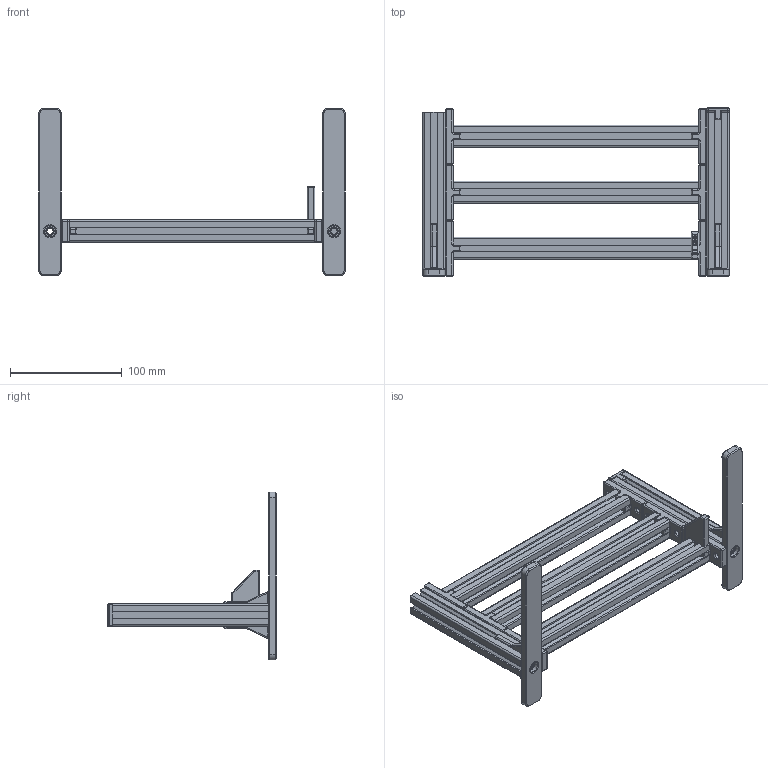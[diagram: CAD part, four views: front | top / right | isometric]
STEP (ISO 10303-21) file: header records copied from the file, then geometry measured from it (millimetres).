
FILE_DESCRIPTION (( 'STEP AP203' ), '1' );
FILE_NAME ('assembling.STEP', '2025-12-17T23:31:04', ( '' ), ( '' ), 'SwSTEP 2.0', 'SolidWorks 2025', '' );
FILE_SCHEMA (( 'CONFIG_CONTROL_DESIGN' ));
Length unit declared in the file: millimetre
Products named in the file (7): Деталь34^assembling_L140; Деталь37^assembling_2; cap; paw; assembling; Деталь34^assembling_L220; bracing
Assembly tree (15 placements, depth 2):
  assembling
    Деталь34^assembling_L220  x3
    bracing  x6
    Деталь34^assembling_L140  x2
    paw  x2
    Деталь37^assembling_2
    cap
Bounding box: 274 x 151 x 150 mm (x, y, z)
Volume: 269701.8 mm3; surface area: 210142.4 mm2
Topology: 15 solids, 15 shells, 1498 faces, 3570 edges, 1966 vertices
Faces by surface type: cylinder 562, plane 497, torus 162, sphere 160, cone 92, bspline 25
Entity records: 16059 total; most frequent: CARTESIAN_POINT 3319, DIRECTION 2576, ORIENTED_EDGE 2384, EDGE_CURVE 1192, AXIS2_PLACEMENT_3D 929, LINE 718, VECTOR 718, VERTEX_POINT 700
